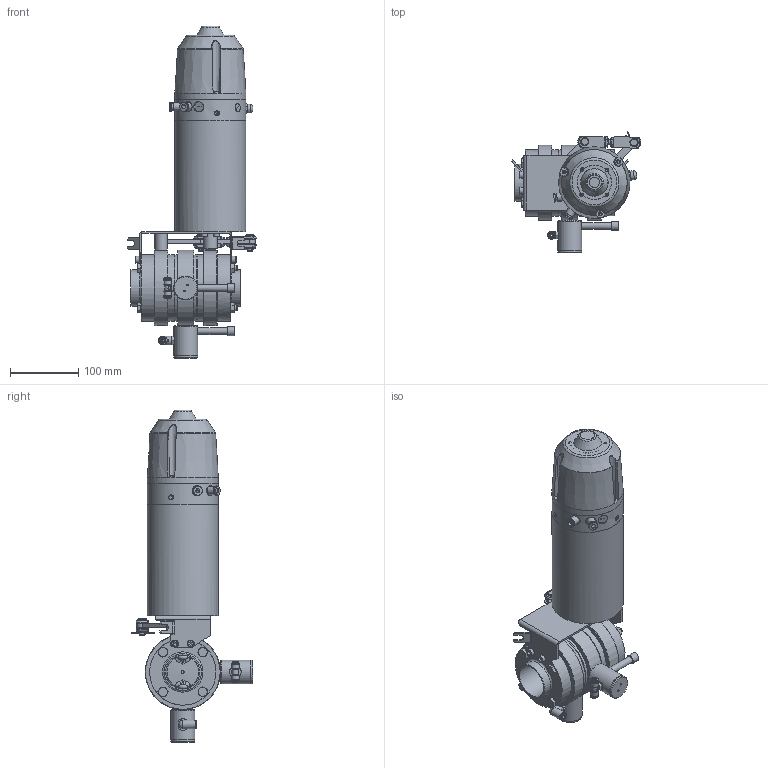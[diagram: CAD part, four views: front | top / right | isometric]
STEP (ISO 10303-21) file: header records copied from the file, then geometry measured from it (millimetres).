
FILE_DESCRIPTION((''),'2;1');
FILE_NAME('59540050XX60.stp','2010-12-07T13:17:40',('Creator'),(''),'Autodesk Inventor 2010','Autodesk Inventor 2010','');
FILE_SCHEMA(('AUTOMOTIVE_DESIGN { 1 0 10303 214 1 1 1 1 }'));
Length unit declared in the file: millimetre
Products named in the file (1): 59540050XX60
Bounding box: 189.58 x 177.74 x 485.2 mm (x, y, z)
Volume: 2830332.2 mm3; surface area: 439912.2 mm2
Topology: 39 solids, 43 shells, 1524 faces, 3604 edges, 2264 vertices
Faces by surface type: plane 700, cylinder 448, cone 217, bspline 83, torus 74, sphere 2
Full cylindrical faces by diameter (mm): 0.1 x2, 2.013 x4, 2.459 x3, 2.5 x9, 2.6 x4, 2.729 x3, 2.9 x4, 3 x12, 3.1 x3, 3.4 x3, 4 x4, 4.1 x1, 4.134 x7, 4.6 x2, 4.917 x4, 5 x6, 5.2 x1, 5.5 x6, 6 x14, 6.5 x1, 6.647 x2, 7 x7, 7.2 x8, 7.323 x4, 7.9 x2, 8 x18, 8.2 x4, 8.4 x4, 8.5 x8, 8.566 x2
Entity records: 54667 total; most frequent: CARTESIAN_POINT 23031, DIRECTION 6339, ORIENTED_EDGE 5726, EDGE_CURVE 2863, AXIS2_PLACEMENT_3D 2690, EDGE_LOOP 2322, VERTEX_POINT 2051, FACE_OUTER_BOUND 1518
